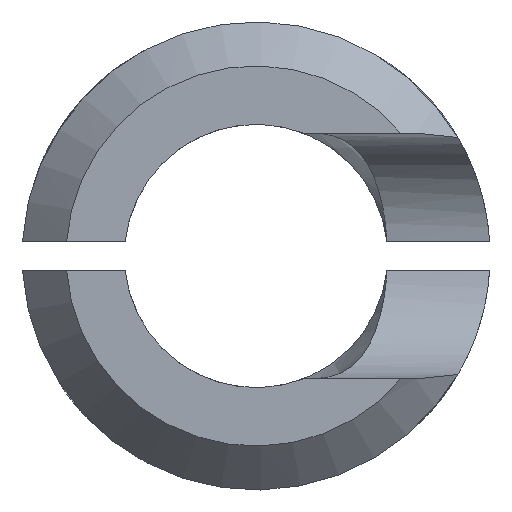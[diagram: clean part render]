
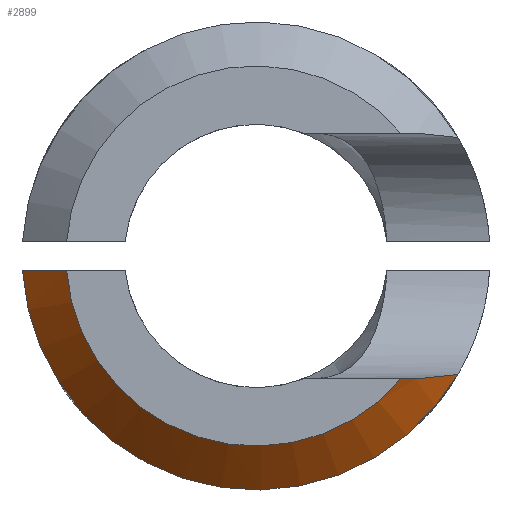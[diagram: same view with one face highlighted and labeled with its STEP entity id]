
A CAD part, front view. The second image highlights one B-rep face of the part: STEP entity #2899.
In plain terms, the highlighted conical face has half-angle 45 degrees and reference radius 25.4 mm.
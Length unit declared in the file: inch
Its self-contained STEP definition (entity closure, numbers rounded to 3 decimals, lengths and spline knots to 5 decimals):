
#28 = VERTEX_POINT ( 'NONE', #1457 ) ;
#167 = CIRCLE ( 'NONE', #2006, 0.812 ) ;
#225 = EDGE_CURVE ( 'NONE', #921, #1063, #398, .T. ) ;
#386 = ORIENTED_EDGE ( 'NONE', *, *, #1307, .F. ) ;
#398 = B_SPLINE_CURVE_WITH_KNOTS ( 'NONE', 3,
 ( #2675, #2623, #3160, #869 ),
 .UNSPECIFIED., .F., .F.,
 ( 4, 4 ),
 ( 0., 0.00676 ),
 .UNSPECIFIED. ) ;
#417 = CARTESIAN_POINT ( 'NONE',  ( 0., -1.512, 0. ) ) ;
#473 = CARTESIAN_POINT ( 'NONE',  ( 0., -1.7, 0. ) ) ;
#486 = DIRECTION ( 'NONE',  ( 0., 1., 0. ) ) ;
#550 = EDGE_LOOP ( 'NONE', ( #3169, #386, #2444, #2857, #806 ) ) ;
#647 = AXIS2_PLACEMENT_3D ( 'NONE', #417, #1298, #1810 ) ;
#806 = ORIENTED_EDGE ( 'NONE', *, *, #2525, .T. ) ;
#869 = CARTESIAN_POINT ( 'NONE',  ( -0.99804, -1.512, -0.0625 ) ) ;
#921 = VERTEX_POINT ( 'NONE', #991 ) ;
#991 = CARTESIAN_POINT ( 'NONE',  ( -0.80959, -1.7, -0.0625 ) ) ;
#1063 = VERTEX_POINT ( 'NONE', #1601 ) ;
#1196 = DIRECTION ( 'NONE',  ( 0., 1., 0. ) ) ;
#1226 = CARTESIAN_POINT ( 'NONE',  ( 0.68368, -1.65, -0.525 ) ) ;
#1250 = EDGE_CURVE ( 'NONE', #2900, #2050, #3123, .T. ) ;
#1298 = DIRECTION ( 'NONE',  ( 0., 1., 0. ) ) ;
#1307 = EDGE_CURVE ( 'NONE', #2900, #1063, #1887, .T. ) ;
#1429 = AXIS2_PLACEMENT_3D ( 'NONE', #2727, #486, #1500 ) ;
#1457 = CARTESIAN_POINT ( 'NONE',  ( 0.61945, -1.7, -0.525 ) ) ;
#1486 = DIRECTION ( 'NONE',  ( 0., 0., 1. ) ) ;
#1500 = DIRECTION ( 'NONE',  ( 0., 0., 1. ) ) ;
#1601 = CARTESIAN_POINT ( 'NONE',  ( -0.99804, -1.512, -0.0625 ) ) ;
#1703 = CARTESIAN_POINT ( 'NONE',  ( 0.61945, -1.7, -0.525 ) ) ;
#1810 = DIRECTION ( 'NONE',  ( 0., 0., 1. ) ) ;
#1887 = CIRCLE ( 'NONE', #1429, 1. ) ;
#1917 = EDGE_CURVE ( 'NONE', #2050, #28, #3206, .T. ) ;
#1938 = CARTESIAN_POINT ( 'NONE',  ( 0.68368, -1.65, -0.525 ) ) ;
#2006 = AXIS2_PLACEMENT_3D ( 'NONE', #473, #1196, #1486 ) ;
#2009 = CARTESIAN_POINT ( 'NONE',  ( 0.74301, -1.60294, -0.525 ) ) ;
#2050 = VERTEX_POINT ( 'NONE', #3069 ) ;
#2163 = CONICAL_SURFACE ( 'NONE', #647, 1., 0.785 ) ;
#2206 = CARTESIAN_POINT ( 'NONE',  ( 0.80266, -1.55712, -0.51883 ) ) ;
#2444 = ORIENTED_EDGE ( 'NONE', *, *, #1250, .T. ) ;
#2493 = CARTESIAN_POINT ( 'NONE',  ( 0.66242, -1.66686, -0.525 ) ) ;
#2525 = EDGE_CURVE ( 'NONE', #28, #921, #167, .T. ) ;
#2623 = CARTESIAN_POINT ( 'NONE',  ( -0.87243, -1.63735, -0.0625 ) ) ;
#2660 = FACE_OUTER_BOUND ( 'NONE', #550, .T. ) ;
#2675 = CARTESIAN_POINT ( 'NONE',  ( -0.80959, -1.7, -0.0625 ) ) ;
#2727 = CARTESIAN_POINT ( 'NONE',  ( 0., -1.512, 0. ) ) ;
#2744 = CARTESIAN_POINT ( 'NONE',  ( 0.86222, -1.512, -0.50654 ) ) ;
#2845 = CARTESIAN_POINT ( 'NONE',  ( 0.86222, -1.512, -0.50654 ) ) ;
#2857 = ORIENTED_EDGE ( 'NONE', *, *, #1917, .T. ) ;
#2899 = ADVANCED_FACE ( 'NONE', ( #2660 ), #2163, .T. ) ;
#2900 = VERTEX_POINT ( 'NONE', #2845 ) ;
#3069 = CARTESIAN_POINT ( 'NONE',  ( 0.68368, -1.65, -0.525 ) ) ;
#3123 = B_SPLINE_CURVE_WITH_KNOTS ( 'NONE', 3,
 ( #2744, #2206, #2009, #1226 ),
 .UNSPECIFIED., .F., .F.,
 ( 4, 4 ),
 ( 0., 0.00575 ),
 .UNSPECIFIED. ) ;
#3160 = CARTESIAN_POINT ( 'NONE',  ( -0.93524, -1.57468, -0.0625 ) ) ;
#3169 = ORIENTED_EDGE ( 'NONE', *, *, #225, .T. ) ;
#3206 = B_SPLINE_CURVE_WITH_KNOTS ( 'NONE', 3,
 ( #1938, #2493, #3236, #1703 ),
 .UNSPECIFIED., .F., .F.,
 ( 4, 4 ),
 ( 0., 0.00207 ),
 .UNSPECIFIED. ) ;
#3236 = CARTESIAN_POINT ( 'NONE',  ( 0.64102, -1.68354, -0.525 ) ) ;
